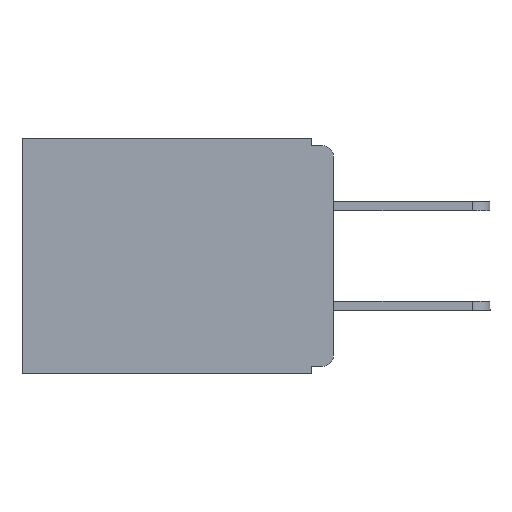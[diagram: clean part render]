
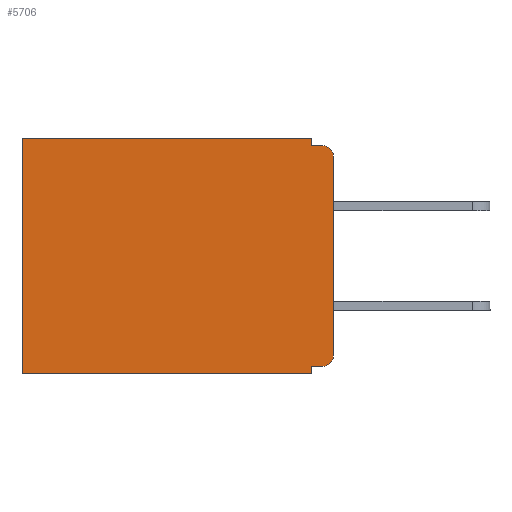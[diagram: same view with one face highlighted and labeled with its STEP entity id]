
A CAD part, left-side view. The second image highlights one B-rep face of the part: STEP entity #5706.
In plain terms, the highlighted planar face has unit normal (-1, 0, 0).
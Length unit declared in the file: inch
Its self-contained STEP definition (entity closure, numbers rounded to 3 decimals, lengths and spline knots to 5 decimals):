
#242 = CARTESIAN_POINT ( 'NONE',  ( 0.3, 0.031, -0.01 ) ) ;
#320 = VERTEX_POINT ( 'NONE', #4630 ) ;
#759 = EDGE_CURVE ( 'NONE', #2065, #3866, #12240, .T. ) ;
#967 = CARTESIAN_POINT ( 'NONE',  ( 0.3, 0.031, 0. ) ) ;
#1264 = CARTESIAN_POINT ( 'NONE',  ( 0.3, 0.437, -0.33 ) ) ;
#1333 = CARTESIAN_POINT ( 'NONE',  ( 0.3, 0.015, -0.025 ) ) ;
#1563 = ORIENTED_EDGE ( 'NONE', *, *, #6107, .T. ) ;
#1600 = CARTESIAN_POINT ( 'NONE',  ( 0.3, 0., -0.01 ) ) ;
#1672 = CARTESIAN_POINT ( 'NONE',  ( 0.3, 0.437, 0. ) ) ;
#1735 = DIRECTION ( 'NONE',  ( 0., -1., 0. ) ) ;
#1980 = DIRECTION ( 'NONE',  ( 0., 0., -1. ) ) ;
#2065 = VERTEX_POINT ( 'NONE', #3396 ) ;
#2228 = CARTESIAN_POINT ( 'NONE',  ( 0.3, 0.437, -0.33 ) ) ;
#2504 = VECTOR ( 'NONE', #3313, 39.37008 ) ;
#2526 = EDGE_CURVE ( 'NONE', #6695, #320, #7351, .T. ) ;
#2537 = CARTESIAN_POINT ( 'NONE',  ( 0.3, 0.015, -0.32 ) ) ;
#2547 = DIRECTION ( 'NONE',  ( 0., 1., 0. ) ) ;
#2845 = CARTESIAN_POINT ( 'NONE',  ( 0.3, 0., 0. ) ) ;
#2948 = VECTOR ( 'NONE', #1980, 39.37008 ) ;
#3083 = ORIENTED_EDGE ( 'NONE', *, *, #6074, .F. ) ;
#3186 = LINE ( 'NONE', #2228, #2504 ) ;
#3313 = DIRECTION ( 'NONE',  ( 0., 0., -1. ) ) ;
#3345 = DIRECTION ( 'NONE',  ( 0., 0., -1. ) ) ;
#3396 = CARTESIAN_POINT ( 'NONE',  ( 0.3, 0.031, -0.33 ) ) ;
#3493 = AXIS2_PLACEMENT_3D ( 'NONE', #8403, #11575, #3345 ) ;
#3823 = VERTEX_POINT ( 'NONE', #11807 ) ;
#3866 = VERTEX_POINT ( 'NONE', #1264 ) ;
#4274 = DIRECTION ( 'NONE',  ( 0., 0., -1. ) ) ;
#4605 = EDGE_CURVE ( 'NONE', #4905, #2065, #10501, .T. ) ;
#4630 = CARTESIAN_POINT ( 'NONE',  ( 0.3, 0., -0.305 ) ) ;
#4762 = DIRECTION ( 'NONE',  ( -1., 0., 0. ) ) ;
#4795 = CARTESIAN_POINT ( 'NONE',  ( 0.3, 0.015, -0.305 ) ) ;
#4820 = FACE_OUTER_BOUND ( 'NONE', #10609, .T. ) ;
#4878 = DIRECTION ( 'NONE',  ( 0., 0., -1. ) ) ;
#4905 = VERTEX_POINT ( 'NONE', #5851 ) ;
#4930 = AXIS2_PLACEMENT_3D ( 'NONE', #4795, #4762, #4878 ) ;
#4996 = CARTESIAN_POINT ( 'NONE',  ( 0.3, 0., -0.32 ) ) ;
#5099 = DIRECTION ( 'NONE',  ( 0., 1., 0. ) ) ;
#5183 = EDGE_CURVE ( 'NONE', #5185, #8362, #5871, .T. ) ;
#5185 = VERTEX_POINT ( 'NONE', #242 ) ;
#5292 = ORIENTED_EDGE ( 'NONE', *, *, #759, .F. ) ;
#5498 = VECTOR ( 'NONE', #2547, 39.37008 ) ;
#5706 = ADVANCED_FACE ( 'NONE', ( #4820 ), #7766, .F. ) ;
#5851 = CARTESIAN_POINT ( 'NONE',  ( 0.3, 0.031, -0.32 ) ) ;
#5871 = LINE ( 'NONE', #1600, #8452 ) ;
#6007 = DIRECTION ( 'NONE',  ( 0., 1., 0. ) ) ;
#6074 = EDGE_CURVE ( 'NONE', #7451, #5185, #6188, .T. ) ;
#6107 = EDGE_CURVE ( 'NONE', #7451, #13857, #13757, .T. ) ;
#6186 = EDGE_CURVE ( 'NONE', #3823, #8362, #10290, .T. ) ;
#6188 = LINE ( 'NONE', #967, #2948 ) ;
#6442 = VECTOR ( 'NONE', #4274, 39.37008 ) ;
#6695 = VERTEX_POINT ( 'NONE', #2537 ) ;
#7351 = CIRCLE ( 'NONE', #4930, 0.015 ) ;
#7451 = VERTEX_POINT ( 'NONE', #9217 ) ;
#7627 = VECTOR ( 'NONE', #9610, 39.37008 ) ;
#7766 = PLANE ( 'NONE',  #3493 ) ;
#7888 = CARTESIAN_POINT ( 'NONE',  ( 0.3, 0., -0.33 ) ) ;
#8362 = VERTEX_POINT ( 'NONE', #11391 ) ;
#8403 = CARTESIAN_POINT ( 'NONE',  ( 0.3, 0., -0.33 ) ) ;
#8452 = VECTOR ( 'NONE', #1735, 39.37008 ) ;
#8748 = ORIENTED_EDGE ( 'NONE', *, *, #9132, .F. ) ;
#9132 = EDGE_CURVE ( 'NONE', #6695, #4905, #10443, .T. ) ;
#9217 = CARTESIAN_POINT ( 'NONE',  ( 0.3, 0.031, 0. ) ) ;
#9420 = VECTOR ( 'NONE', #6007, 39.37008 ) ;
#9610 = DIRECTION ( 'NONE',  ( 0., 0., -1. ) ) ;
#10290 = CIRCLE ( 'NONE', #10539, 0.015 ) ;
#10426 = ORIENTED_EDGE ( 'NONE', *, *, #12504, .T. ) ;
#10443 = LINE ( 'NONE', #4996, #12907 ) ;
#10501 = LINE ( 'NONE', #10581, #7627 ) ;
#10539 = AXIS2_PLACEMENT_3D ( 'NONE', #1333, #12471, #12562 ) ;
#10581 = CARTESIAN_POINT ( 'NONE',  ( 0.3, 0.031, -0.33 ) ) ;
#10600 = ORIENTED_EDGE ( 'NONE', *, *, #4605, .F. ) ;
#10609 = EDGE_LOOP ( 'NONE', ( #10741, #13720, #11587, #3083, #1563, #10426, #5292, #10600, #8748, #11626 ) ) ;
#10741 = ORIENTED_EDGE ( 'NONE', *, *, #12416, .F. ) ;
#11391 = CARTESIAN_POINT ( 'NONE',  ( 0.3, 0.015, -0.01 ) ) ;
#11575 = DIRECTION ( 'NONE',  ( 1., 0., 0. ) ) ;
#11587 = ORIENTED_EDGE ( 'NONE', *, *, #5183, .F. ) ;
#11626 = ORIENTED_EDGE ( 'NONE', *, *, #2526, .T. ) ;
#11807 = CARTESIAN_POINT ( 'NONE',  ( 0.3, 0., -0.025 ) ) ;
#12240 = LINE ( 'NONE', #7888, #9420 ) ;
#12416 = EDGE_CURVE ( 'NONE', #3823, #320, #12495, .T. ) ;
#12471 = DIRECTION ( 'NONE',  ( -1., 0., 0. ) ) ;
#12495 = LINE ( 'NONE', #12926, #6442 ) ;
#12504 = EDGE_CURVE ( 'NONE', #13857, #3866, #3186, .T. ) ;
#12562 = DIRECTION ( 'NONE',  ( 0., 0., -1. ) ) ;
#12907 = VECTOR ( 'NONE', #5099, 39.37008 ) ;
#12926 = CARTESIAN_POINT ( 'NONE',  ( 0.3, 0., -0.33 ) ) ;
#13720 = ORIENTED_EDGE ( 'NONE', *, *, #6186, .T. ) ;
#13757 = LINE ( 'NONE', #2845, #5498 ) ;
#13857 = VERTEX_POINT ( 'NONE', #1672 ) ;
